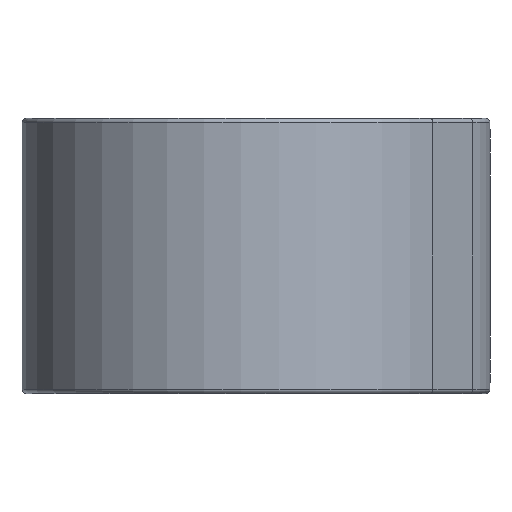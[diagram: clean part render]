
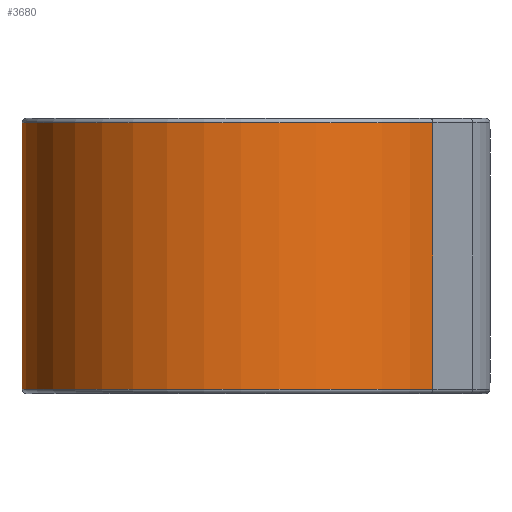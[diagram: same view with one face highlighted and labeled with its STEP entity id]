
A CAD part, left-side view. The second image highlights one B-rep face of the part: STEP entity #3680.
In plain terms, the highlighted cylindrical face has radius 10.3 mm (diameter 20.6 mm), a partial arc.
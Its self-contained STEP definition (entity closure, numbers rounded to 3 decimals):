
#937=DIRECTION('',(0.,0.,1.));
#938=VECTOR('',#937,12.3);
#939=CARTESIAN_POINT('',(-5.568,-8.665,-6.15));
#940=LINE('',#939,#938);
#941=CARTESIAN_POINT('',(0.,0.,6.15));
#942=DIRECTION('',(0.,0.,1.));
#943=DIRECTION('',(0.73,0.683,0.));
#944=AXIS2_PLACEMENT_3D('',#941,#942,#943);
#946=CARTESIAN_POINT('',(0.,0.,-6.15));
#947=DIRECTION('',(0.,0.,-1.));
#948=DIRECTION('',(-0.541,-0.841,0.));
#949=AXIS2_PLACEMENT_3D('',#946,#947,#948);
#951=DIRECTION('',(0.,0.,1.));
#952=VECTOR('',#951,12.3);
#953=CARTESIAN_POINT('',(7.523,7.035,-6.15));
#954=LINE('',#953,#952);
#2003=CARTESIAN_POINT('',(7.523,7.035,6.15));
#2004=VERTEX_POINT('',#2003);
#2007=CARTESIAN_POINT('',(-5.568,-8.665,6.15));
#2008=VERTEX_POINT('',#2007);
#2043=CARTESIAN_POINT('',(-5.568,-8.665,-6.15));
#2044=VERTEX_POINT('',#2043);
#2047=CARTESIAN_POINT('',(7.523,7.035,-6.15));
#2048=VERTEX_POINT('',#2047);
#3669=CARTESIAN_POINT('',(0.,0.,-6.35));
#3670=DIRECTION('',(0.,0.,1.));
#3671=DIRECTION('',(1.,0.,0.));
#3672=AXIS2_PLACEMENT_3D('',#3669,#3670,#3671);
#3673=CYLINDRICAL_SURFACE('',#3672,10.3);
#3674=ORIENTED_EDGE('',*,*,#3517,.T.);
#3675=ORIENTED_EDGE('',*,*,#3664,.F.);
#3676=ORIENTED_EDGE('',*,*,#2742,.T.);
#3677=ORIENTED_EDGE('',*,*,#3487,.T.);
#3678=EDGE_LOOP('',(#3674,#3675,#3676,#3677));
#3679=FACE_OUTER_BOUND('',#3678,.F.);
#3680=ADVANCED_FACE('',(#3679),#3673,.T.);
#945=CIRCLE('',#944,10.3);
#950=CIRCLE('',#949,10.3);
#2742=EDGE_CURVE('',#2044,#2048,#950,.T.);
#3487=EDGE_CURVE('',#2048,#2004,#954,.T.);
#3517=EDGE_CURVE('',#2004,#2008,#945,.T.);
#3664=EDGE_CURVE('',#2044,#2008,#940,.T.);
